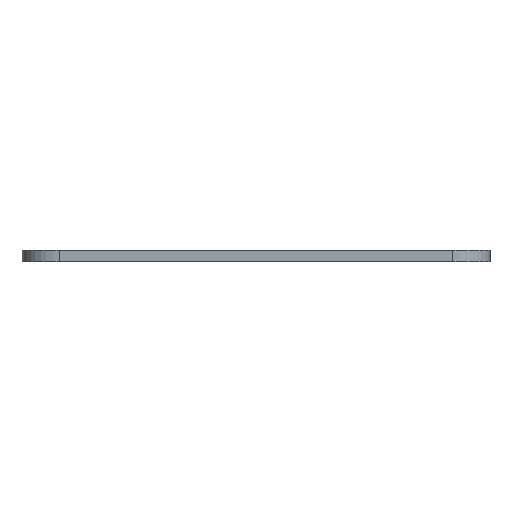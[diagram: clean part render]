
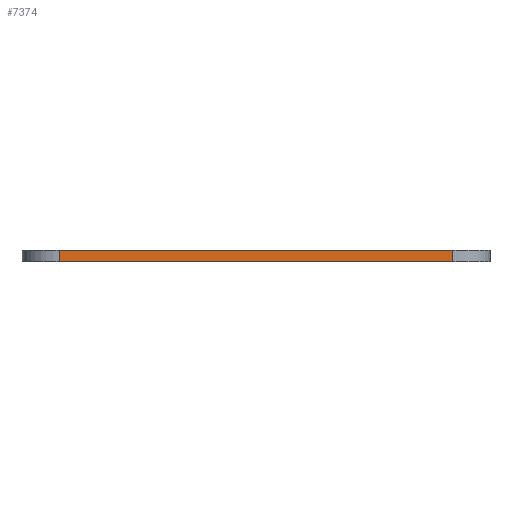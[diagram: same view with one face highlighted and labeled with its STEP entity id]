
A CAD part, front view. The second image highlights one B-rep face of the part: STEP entity #7374.
In plain terms, the highlighted planar face has unit normal (0, -1, 0).
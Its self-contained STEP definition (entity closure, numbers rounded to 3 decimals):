
#252=PLANE('',#7592);
#644=FACE_OUTER_BOUND('',#1075,.T.);
#1075=EDGE_LOOP('',(#6723,#6724,#6725,#6726));
#1567=LINE('',#14541,#2148);
#1600=LINE('',#14663,#2181);
#1620=LINE('',#14743,#2201);
#1621=LINE('',#14745,#2202);
#2148=VECTOR('',#8290,10.);
#2181=VECTOR('',#8391,10.);
#2201=VECTOR('',#8459,10.);
#2202=VECTOR('',#8462,10.);
#3356=VERTEX_POINT('',#14538);
#3357=VERTEX_POINT('',#14540);
#3411=VERTEX_POINT('',#14660);
#3412=VERTEX_POINT('',#14662);
#4409=EDGE_CURVE('',#3356,#3357,#1567,.T.);
#4467=EDGE_CURVE('',#3411,#3412,#1600,.T.);
#4508=EDGE_CURVE('',#3357,#3411,#1620,.T.);
#4509=EDGE_CURVE('',#3412,#3356,#1621,.T.);
#6723=ORIENTED_EDGE('',*,*,#4508,.F.);
#6724=ORIENTED_EDGE('',*,*,#4409,.F.);
#6725=ORIENTED_EDGE('',*,*,#4509,.F.);
#6726=ORIENTED_EDGE('',*,*,#4467,.F.);
#7374=ADVANCED_FACE('',(#644),#252,.T.);
#7592=AXIS2_PLACEMENT_3D('',#14820,#8574,#8575);
#8290=DIRECTION('',(1.,0.,0.));
#8391=DIRECTION('',(-1.,0.,0.));
#8459=DIRECTION('',(0.,0.,-1.));
#8462=DIRECTION('',(0.,0.,1.));
#8574=DIRECTION('center_axis',(0.,-1.,0.));
#8575=DIRECTION('ref_axis',(1.,0.,0.));
#14538=CARTESIAN_POINT('',(-6.896,-69.046,1.5));
#14540=CARTESIAN_POINT('',(45.966,-69.046,1.5));
#14541=CARTESIAN_POINT('',(50.966,-69.046,1.5));
#14660=CARTESIAN_POINT('',(45.966,-69.046,0.));
#14662=CARTESIAN_POINT('',(-6.896,-69.046,0.));
#14663=CARTESIAN_POINT('',(50.966,-69.046,0.));
#14743=CARTESIAN_POINT('',(45.966,-69.046,0.));
#14745=CARTESIAN_POINT('',(-6.896,-69.046,0.));
#14820=CARTESIAN_POINT('Origin',(-11.896,-69.046,0.));
